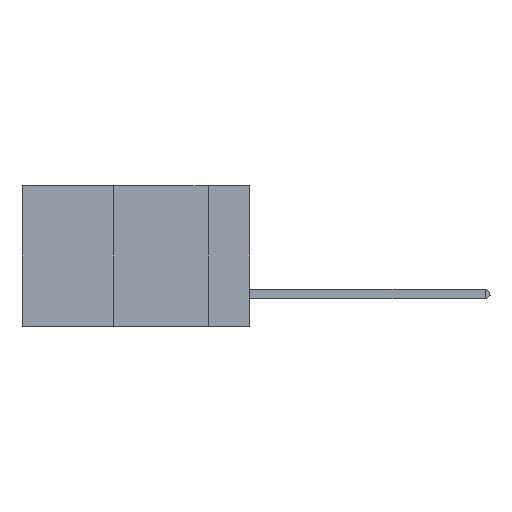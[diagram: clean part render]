
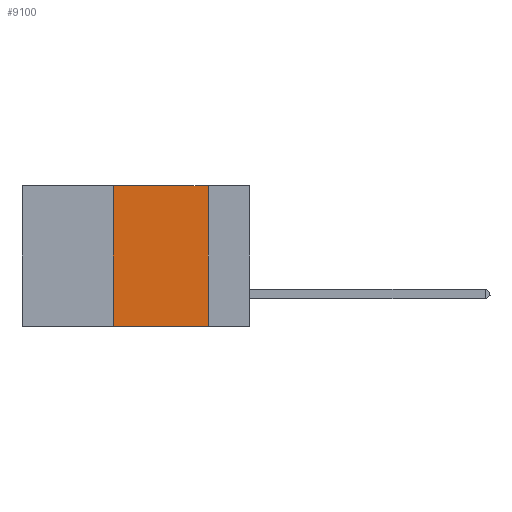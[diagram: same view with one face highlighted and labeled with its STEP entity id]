
A CAD part, left-side view. The second image highlights one B-rep face of the part: STEP entity #9100.
In plain terms, the highlighted planar face has unit normal (-1, 0, 0).
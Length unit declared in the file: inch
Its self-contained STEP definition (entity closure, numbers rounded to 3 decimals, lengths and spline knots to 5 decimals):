
#234 = CARTESIAN_POINT ( 'NONE',  ( 0., 0.11, 0. ) ) ;
#3226 = VERTEX_POINT ( 'NONE', #234 ) ;
#3417 = LINE ( 'NONE', #11305, #12078 ) ;
#3863 = VECTOR ( 'NONE', #10783, 39.37008 ) ;
#5101 = EDGE_CURVE ( 'NONE', #3226, #8478, #23584, .T. ) ;
#5408 = DIRECTION ( 'NONE',  ( 0., 0., -1. ) ) ;
#5554 = DIRECTION ( 'NONE',  ( 0., -1., 0. ) ) ;
#5908 = VECTOR ( 'NONE', #9353, 39.37008 ) ;
#6199 = LINE ( 'NONE', #25698, #24216 ) ;
#6325 = ORIENTED_EDGE ( 'NONE', *, *, #5101, .F. ) ;
#7581 = EDGE_LOOP ( 'NONE', ( #6325, #13070, #16104, #10271 ) ) ;
#8144 = CARTESIAN_POINT ( 'NONE',  ( 0., 0.11, -0.37 ) ) ;
#8164 = FACE_OUTER_BOUND ( 'NONE', #7581, .T. ) ;
#8478 = VERTEX_POINT ( 'NONE', #8144 ) ;
#9100 = ADVANCED_FACE ( 'NONE', ( #8164 ), #27268, .F. ) ;
#9353 = DIRECTION ( 'NONE',  ( 0., 0., -1. ) ) ;
#9460 = AXIS2_PLACEMENT_3D ( 'NONE', #25473, #25077, #5408 ) ;
#9545 = VERTEX_POINT ( 'NONE', #24242 ) ;
#10271 = ORIENTED_EDGE ( 'NONE', *, *, #20214, .T. ) ;
#10783 = DIRECTION ( 'NONE',  ( 0., 0., 1. ) ) ;
#11305 = CARTESIAN_POINT ( 'NONE',  ( 0., 0.6, 0. ) ) ;
#11912 = EDGE_CURVE ( 'NONE', #23529, #9545, #28406, .T. ) ;
#12078 = VECTOR ( 'NONE', #15938, 39.37008 ) ;
#13070 = ORIENTED_EDGE ( 'NONE', *, *, #20645, .F. ) ;
#15938 = DIRECTION ( 'NONE',  ( 0., -1., 0. ) ) ;
#16104 = ORIENTED_EDGE ( 'NONE', *, *, #11912, .F. ) ;
#16431 = CARTESIAN_POINT ( 'NONE',  ( 0., 0.11, 0. ) ) ;
#18069 = CARTESIAN_POINT ( 'NONE',  ( 0., 0.36, -0.37 ) ) ;
#20214 = EDGE_CURVE ( 'NONE', #23529, #8478, #6199, .T. ) ;
#20645 = EDGE_CURVE ( 'NONE', #9545, #3226, #3417, .T. ) ;
#23529 = VERTEX_POINT ( 'NONE', #18069 ) ;
#23584 = LINE ( 'NONE', #16431, #5908 ) ;
#24216 = VECTOR ( 'NONE', #5554, 39.37008 ) ;
#24242 = CARTESIAN_POINT ( 'NONE',  ( 0., 0.36, 0. ) ) ;
#25077 = DIRECTION ( 'NONE',  ( 1., 0., 0. ) ) ;
#25473 = CARTESIAN_POINT ( 'NONE',  ( 0., 0.6, 0. ) ) ;
#25698 = CARTESIAN_POINT ( 'NONE',  ( 0., 0.6, -0.37 ) ) ;
#26173 = CARTESIAN_POINT ( 'NONE',  ( 0., 0.36, 0. ) ) ;
#27268 = PLANE ( 'NONE',  #9460 ) ;
#28406 = LINE ( 'NONE', #26173, #3863 ) ;
